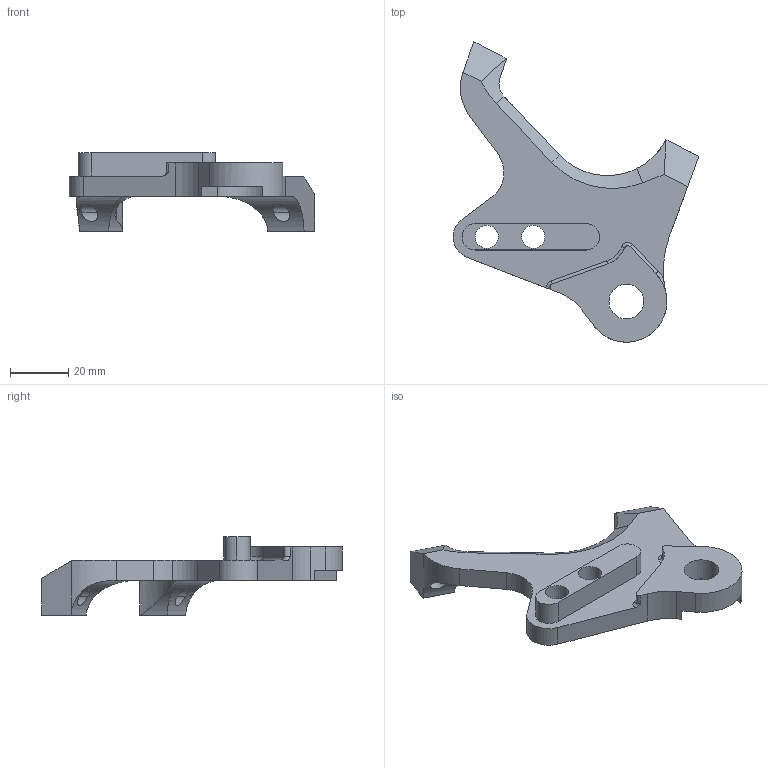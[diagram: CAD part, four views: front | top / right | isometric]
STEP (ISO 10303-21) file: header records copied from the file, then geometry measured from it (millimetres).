
FILE_DESCRIPTION (( 'STEP AP214' ), '1' );
FILE_NAME ('DR4146.STEP', '2023-04-07T21:23:45', ( '' ), ( '' ), 'SwSTEP 2.0', 'SolidWorks 2022', '' );
FILE_SCHEMA (( 'AUTOMOTIVE_DESIGN' ));
Length unit declared in the file: inch
Products named in the file (1): DR4146
Bounding box: 84.58 x 103.4 x 27 mm (x, y, z)
Volume: 33183.5 mm3; surface area: 13426.2 mm2
Topology: 1 solids, 1 shells, 66 faces, 177 edges, 114 vertices
Faces by surface type: cylinder 33, plane 27, torus 4, cone 2
Entity records: 2350 total; most frequent: CARTESIAN_POINT 627, ORIENTED_EDGE 354, DIRECTION 352, EDGE_CURVE 177, AXIS2_PLACEMENT_3D 127, VERTEX_POINT 114, LINE 98, VECTOR 98
